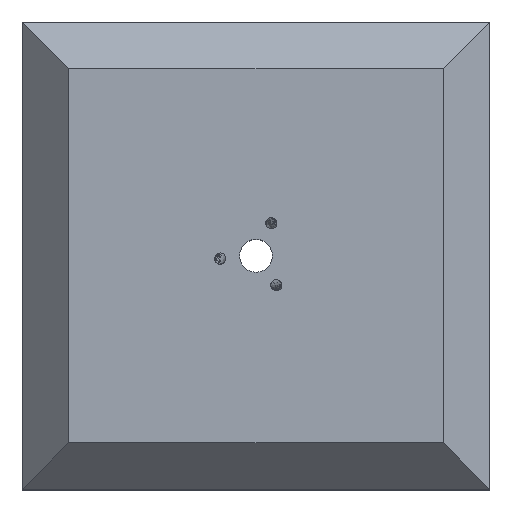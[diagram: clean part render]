
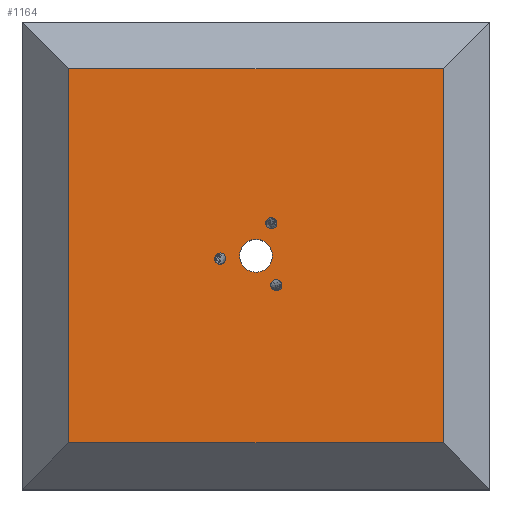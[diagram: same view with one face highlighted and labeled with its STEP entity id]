
A CAD part, top view. The second image highlights one B-rep face of the part: STEP entity #1164.
In plain terms, the highlighted planar face has unit normal (0, 0, 1).
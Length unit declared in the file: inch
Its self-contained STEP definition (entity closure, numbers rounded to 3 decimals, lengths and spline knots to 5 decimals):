
#165=FACE_BOUND('',#337,.T.);
#166=FACE_BOUND('',#338,.T.);
#167=FACE_BOUND('',#339,.T.);
#168=FACE_BOUND('',#340,.T.);
#172=CIRCLE('',#1257,0.03);
#173=CIRCLE('',#1258,0.03);
#174=CIRCLE('',#1259,0.03);
#175=CIRCLE('',#1260,0.0885);
#258=FACE_OUTER_BOUND('',#336,.T.);
#336=EDGE_LOOP('',(#786,#787,#788,#789));
#337=EDGE_LOOP('',(#790));
#338=EDGE_LOOP('',(#791));
#339=EDGE_LOOP('',(#792));
#340=EDGE_LOOP('',(#793));
#415=LINE('',#1710,#437);
#419=LINE('',#1718,#441);
#422=LINE('',#1724,#444);
#426=LINE('',#1730,#448);
#437=VECTOR('',#1398,0.3937);
#441=VECTOR('',#1404,0.3937);
#444=VECTOR('',#1409,0.3937);
#448=VECTOR('',#1415,0.3937);
#459=VERTEX_POINT('',#1708);
#460=VERTEX_POINT('',#1709);
#463=VERTEX_POINT('',#1717);
#465=VERTEX_POINT('',#1723);
#470=VERTEX_POINT('',#1742);
#471=VERTEX_POINT('',#1744);
#472=VERTEX_POINT('',#1746);
#473=VERTEX_POINT('',#1748);
#572=EDGE_CURVE('',#459,#460,#415,.T.);
#576=EDGE_CURVE('',#460,#463,#419,.T.);
#579=EDGE_CURVE('',#463,#465,#422,.T.);
#583=EDGE_CURVE('',#465,#459,#426,.T.);
#589=EDGE_CURVE('',#470,#470,#172,.T.);
#590=EDGE_CURVE('',#471,#471,#173,.T.);
#591=EDGE_CURVE('',#472,#472,#174,.T.);
#592=EDGE_CURVE('',#473,#473,#175,.T.);
#786=ORIENTED_EDGE('',*,*,#572,.F.);
#787=ORIENTED_EDGE('',*,*,#583,.F.);
#788=ORIENTED_EDGE('',*,*,#579,.F.);
#789=ORIENTED_EDGE('',*,*,#576,.F.);
#790=ORIENTED_EDGE('',*,*,#589,.T.);
#791=ORIENTED_EDGE('',*,*,#590,.T.);
#792=ORIENTED_EDGE('',*,*,#591,.T.);
#793=ORIENTED_EDGE('',*,*,#592,.T.);
#1148=PLANE('',#1256);
#1164=ADVANCED_FACE('',(#258,#165,#166,#167,#168),#1148,.T.);
#1256=AXIS2_PLACEMENT_3D('',#1741,#1425,#1426);
#1257=AXIS2_PLACEMENT_3D('',#1743,#1427,#1428);
#1258=AXIS2_PLACEMENT_3D('',#1745,#1429,#1430);
#1259=AXIS2_PLACEMENT_3D('',#1747,#1431,#1432);
#1260=AXIS2_PLACEMENT_3D('',#1749,#1433,#1434);
#1398=DIRECTION('',(0.,-1.,0.));
#1404=DIRECTION('',(-1.,0.,0.));
#1409=DIRECTION('',(0.,1.,0.));
#1415=DIRECTION('',(1.,0.,0.));
#1425=DIRECTION('center_axis',(0.,0.,1.));
#1426=DIRECTION('ref_axis',(1.,0.,0.));
#1427=DIRECTION('center_axis',(0.,0.,-1.));
#1428=DIRECTION('ref_axis',(0.108,-0.994,0.));
#1429=DIRECTION('center_axis',(0.,0.,-1.));
#1430=DIRECTION('ref_axis',(0.404,0.915,0.));
#1431=DIRECTION('center_axis',(0.,0.,-1.));
#1432=DIRECTION('ref_axis',(0.807,0.591,0.));
#1433=DIRECTION('center_axis',(0.,0.,-1.));
#1434=DIRECTION('ref_axis',(-1.,0.,0.));
#1708=CARTESIAN_POINT('',(1.,1.,1.65));
#1709=CARTESIAN_POINT('',(1.,-1.,1.65));
#1710=CARTESIAN_POINT('',(1.,-0.625,1.65));
#1717=CARTESIAN_POINT('',(-1.,-1.,1.65));
#1718=CARTESIAN_POINT('',(-0.625,-1.,1.65));
#1723=CARTESIAN_POINT('',(-1.,1.,1.65));
#1724=CARTESIAN_POINT('',(-1.,0.625,1.65));
#1730=CARTESIAN_POINT('',(0.625,1.,1.65));
#1741=CARTESIAN_POINT('Origin',(0.,0.,1.65));
#1742=CARTESIAN_POINT('',(0.10573,-0.12784,1.65));
#1743=CARTESIAN_POINT('Origin',(0.10897,-0.15766,1.65));
#1744=CARTESIAN_POINT('',(-0.16357,-0.02765,1.65));
#1745=CARTESIAN_POINT('Origin',(-0.19102,-0.01554,
1.65));
#1746=CARTESIAN_POINT('',(0.05784,0.15548,1.65));
#1747=CARTESIAN_POINT('Origin',(0.08205,0.1732,1.65));
#1748=CARTESIAN_POINT('',(0.0885,0.,1.65));
#1749=CARTESIAN_POINT('Origin',(0.,0.,1.65));
